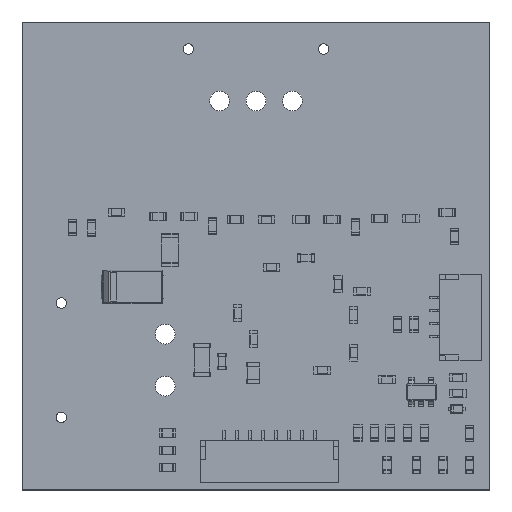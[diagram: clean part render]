
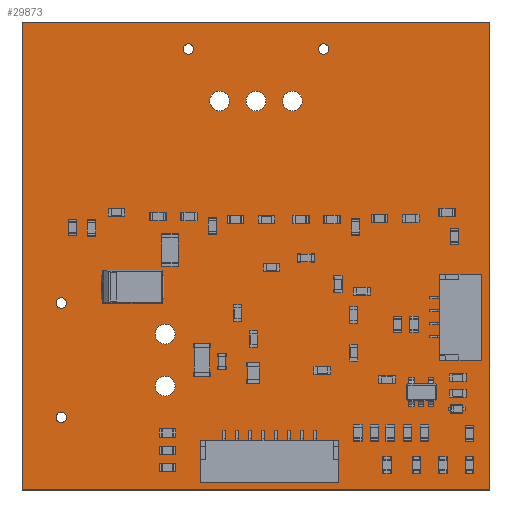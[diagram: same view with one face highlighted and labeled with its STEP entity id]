
A CAD part, top view. The second image highlights one B-rep face of the part: STEP entity #29873.
In plain terms, the highlighted planar face has unit normal (0, 0, 1).
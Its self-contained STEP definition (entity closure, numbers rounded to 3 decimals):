
#29662 = VERTEX_POINT('',#29663);
#29663 = CARTESIAN_POINT('',(168.,-149.5,1.6));
#29669 = EDGE_CURVE('',#29662,#29670,#29672,.T.);
#29670 = VERTEX_POINT('',#29671);
#29671 = CARTESIAN_POINT('',(123.,-149.5,1.6));
#29672 = LINE('',#29673,#29674);
#29673 = CARTESIAN_POINT('',(168.,-149.5,1.6));
#29674 = VECTOR('',#29675,1.);
#29675 = DIRECTION('',(-1.,0.,0.));
#29702 = VERTEX_POINT('',#29703);
#29703 = CARTESIAN_POINT('',(168.,-104.5,1.6));
#29709 = EDGE_CURVE('',#29702,#29662,#29710,.T.);
#29710 = LINE('',#29711,#29712);
#29711 = CARTESIAN_POINT('',(168.,-104.5,1.6));
#29712 = VECTOR('',#29713,1.);
#29713 = DIRECTION('',(0.,-1.,0.));
#29731 = EDGE_CURVE('',#29670,#29732,#29734,.T.);
#29732 = VERTEX_POINT('',#29733);
#29733 = CARTESIAN_POINT('',(123.,-104.5,1.6));
#29734 = LINE('',#29735,#29736);
#29735 = CARTESIAN_POINT('',(123.,-149.5,1.6));
#29736 = VECTOR('',#29737,1.);
#29737 = DIRECTION('',(0.,1.,0.));
#29873 = ADVANCED_FACE('',(#29874,#29885,#29896,#29907,#29918,#29929,
    #29940,#29951,#29962,#29973),#29984,.T.);
#29874 = FACE_BOUND('',#29875,.T.);
#29875 = EDGE_LOOP('',(#29876,#29877,#29878,#29884));
#29876 = ORIENTED_EDGE('',*,*,#29669,.F.);
#29877 = ORIENTED_EDGE('',*,*,#29709,.F.);
#29878 = ORIENTED_EDGE('',*,*,#29879,.F.);
#29879 = EDGE_CURVE('',#29732,#29702,#29880,.T.);
#29880 = LINE('',#29881,#29882);
#29881 = CARTESIAN_POINT('',(123.,-104.5,1.6));
#29882 = VECTOR('',#29883,1.);
#29883 = DIRECTION('',(1.,0.,0.));
#29884 = ORIENTED_EDGE('',*,*,#29731,.F.);
#29885 = FACE_BOUND('',#29886,.T.);
#29886 = EDGE_LOOP('',(#29887));
#29887 = ORIENTED_EDGE('',*,*,#29888,.T.);
#29888 = EDGE_CURVE('',#29889,#29889,#29891,.T.);
#29889 = VERTEX_POINT('',#29890);
#29890 = CARTESIAN_POINT('',(126.775,-143.025,1.6));
#29891 = CIRCLE('',#29892,0.5);
#29892 = AXIS2_PLACEMENT_3D('',#29893,#29894,#29895);
#29893 = CARTESIAN_POINT('',(126.775,-142.525,1.6));
#29894 = DIRECTION('',(-0.,0.,-1.));
#29895 = DIRECTION('',(-0.,-1.,0.));
#29896 = FACE_BOUND('',#29897,.T.);
#29897 = EDGE_LOOP('',(#29898));
#29898 = ORIENTED_EDGE('',*,*,#29899,.T.);
#29899 = EDGE_CURVE('',#29900,#29900,#29902,.T.);
#29900 = VERTEX_POINT('',#29901);
#29901 = CARTESIAN_POINT('',(136.775,-140.475,1.6));
#29902 = CIRCLE('',#29903,0.95);
#29903 = AXIS2_PLACEMENT_3D('',#29904,#29905,#29906);
#29904 = CARTESIAN_POINT('',(136.775,-139.525,1.6));
#29905 = DIRECTION('',(-0.,0.,-1.));
#29906 = DIRECTION('',(0.,-1.,-0.));
#29907 = FACE_BOUND('',#29908,.T.);
#29908 = EDGE_LOOP('',(#29909));
#29909 = ORIENTED_EDGE('',*,*,#29910,.T.);
#29910 = EDGE_CURVE('',#29911,#29911,#29913,.T.);
#29911 = VERTEX_POINT('',#29912);
#29912 = CARTESIAN_POINT('',(136.775,-135.475,1.6));
#29913 = CIRCLE('',#29914,0.95);
#29914 = AXIS2_PLACEMENT_3D('',#29915,#29916,#29917);
#29915 = CARTESIAN_POINT('',(136.775,-134.525,1.6));
#29916 = DIRECTION('',(-0.,0.,-1.));
#29917 = DIRECTION('',(0.,-1.,-0.));
#29918 = FACE_BOUND('',#29919,.T.);
#29919 = EDGE_LOOP('',(#29920));
#29920 = ORIENTED_EDGE('',*,*,#29921,.T.);
#29921 = EDGE_CURVE('',#29922,#29922,#29924,.T.);
#29922 = VERTEX_POINT('',#29923);
#29923 = CARTESIAN_POINT('',(126.775,-132.025,1.6));
#29924 = CIRCLE('',#29925,0.5);
#29925 = AXIS2_PLACEMENT_3D('',#29926,#29927,#29928);
#29926 = CARTESIAN_POINT('',(126.775,-131.525,1.6));
#29927 = DIRECTION('',(-0.,0.,-1.));
#29928 = DIRECTION('',(-0.,-1.,0.));
#29929 = FACE_BOUND('',#29930,.T.);
#29930 = EDGE_LOOP('',(#29931));
#29931 = ORIENTED_EDGE('',*,*,#29932,.T.);
#29932 = EDGE_CURVE('',#29933,#29933,#29935,.T.);
#29933 = VERTEX_POINT('',#29934);
#29934 = CARTESIAN_POINT('',(139.,-107.6,1.6));
#29935 = CIRCLE('',#29936,0.5);
#29936 = AXIS2_PLACEMENT_3D('',#29937,#29938,#29939);
#29937 = CARTESIAN_POINT('',(139.,-107.1,1.6));
#29938 = DIRECTION('',(-0.,0.,-1.));
#29939 = DIRECTION('',(-0.,-1.,0.));
#29940 = FACE_BOUND('',#29941,.T.);
#29941 = EDGE_LOOP('',(#29942));
#29942 = ORIENTED_EDGE('',*,*,#29943,.T.);
#29943 = EDGE_CURVE('',#29944,#29944,#29946,.T.);
#29944 = VERTEX_POINT('',#29945);
#29945 = CARTESIAN_POINT('',(142.,-113.05,1.6));
#29946 = CIRCLE('',#29947,0.95);
#29947 = AXIS2_PLACEMENT_3D('',#29948,#29949,#29950);
#29948 = CARTESIAN_POINT('',(142.,-112.1,1.6));
#29949 = DIRECTION('',(-0.,0.,-1.));
#29950 = DIRECTION('',(-0.,-1.,0.));
#29951 = FACE_BOUND('',#29952,.T.);
#29952 = EDGE_LOOP('',(#29953));
#29953 = ORIENTED_EDGE('',*,*,#29954,.T.);
#29954 = EDGE_CURVE('',#29955,#29955,#29957,.T.);
#29955 = VERTEX_POINT('',#29956);
#29956 = CARTESIAN_POINT('',(145.5,-113.05,1.6));
#29957 = CIRCLE('',#29958,0.95);
#29958 = AXIS2_PLACEMENT_3D('',#29959,#29960,#29961);
#29959 = CARTESIAN_POINT('',(145.5,-112.1,1.6));
#29960 = DIRECTION('',(-0.,0.,-1.));
#29961 = DIRECTION('',(-0.,-1.,0.));
#29962 = FACE_BOUND('',#29963,.T.);
#29963 = EDGE_LOOP('',(#29964));
#29964 = ORIENTED_EDGE('',*,*,#29965,.T.);
#29965 = EDGE_CURVE('',#29966,#29966,#29968,.T.);
#29966 = VERTEX_POINT('',#29967);
#29967 = CARTESIAN_POINT('',(149.,-113.05,1.6));
#29968 = CIRCLE('',#29969,0.95);
#29969 = AXIS2_PLACEMENT_3D('',#29970,#29971,#29972);
#29970 = CARTESIAN_POINT('',(149.,-112.1,1.6));
#29971 = DIRECTION('',(-0.,0.,-1.));
#29972 = DIRECTION('',(-0.,-1.,0.));
#29973 = FACE_BOUND('',#29974,.T.);
#29974 = EDGE_LOOP('',(#29975));
#29975 = ORIENTED_EDGE('',*,*,#29976,.T.);
#29976 = EDGE_CURVE('',#29977,#29977,#29979,.T.);
#29977 = VERTEX_POINT('',#29978);
#29978 = CARTESIAN_POINT('',(152.,-107.6,1.6));
#29979 = CIRCLE('',#29980,0.5);
#29980 = AXIS2_PLACEMENT_3D('',#29981,#29982,#29983);
#29981 = CARTESIAN_POINT('',(152.,-107.1,1.6));
#29982 = DIRECTION('',(-0.,0.,-1.));
#29983 = DIRECTION('',(-0.,-1.,0.));
#29984 = PLANE('',#29985);
#29985 = AXIS2_PLACEMENT_3D('',#29986,#29987,#29988);
#29986 = CARTESIAN_POINT('',(0.,0.,1.6));
#29987 = DIRECTION('',(0.,0.,1.));
#29988 = DIRECTION('',(1.,0.,-0.));
